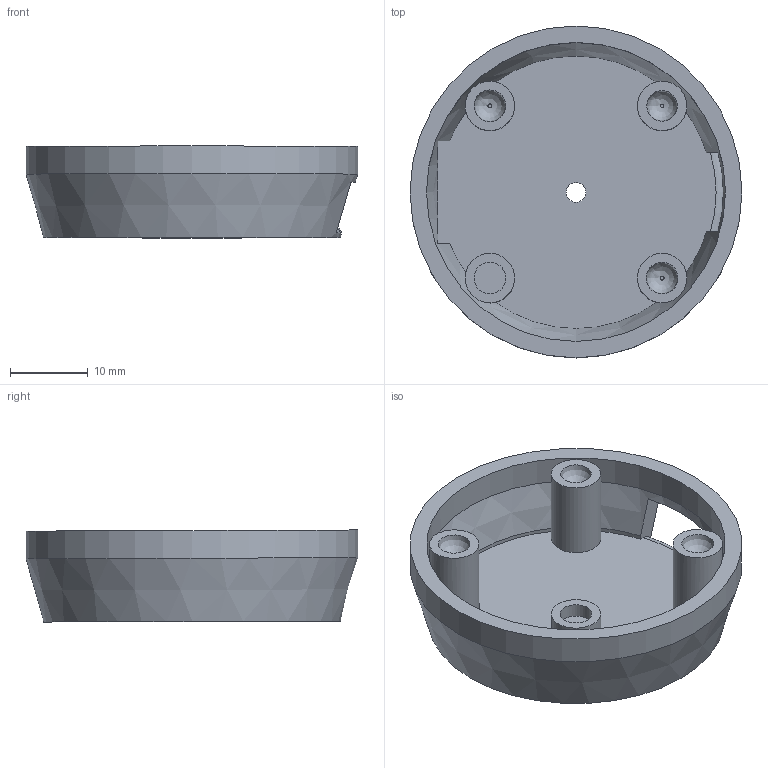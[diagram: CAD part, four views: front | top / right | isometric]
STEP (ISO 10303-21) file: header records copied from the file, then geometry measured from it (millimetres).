
FILE_DESCRIPTION(/* description */ (''),/* implementation_level */ '2;1');
FILE_NAME(/* name */ 'Inner Base Plate.step',/* time_stamp */ '2025-12-02T22:45:03-08:00',/* author */ (''),/* organization */ (''),/* preprocessor_version */ 'ST-DEVELOPER v20.1',/* originating_system */ 'Autodesk Translation Framework v14.21.0.0',/* authorisation */ '');
FILE_SCHEMA (('AUTOMOTIVE_DESIGN { 1 0 10303 214 3 1 1 }'));
Length unit declared in the file: metre
Products named in the file (1): Inner Base Plate
Bounding box: 42.62 x 42.63 x 11.82 mm (x, y, z)
Volume: 5427.1 mm3; surface area: 5801.1 mm2
Topology: 1 solids, 1 shells, 39 faces, 96 edges, 64 vertices
Faces by surface type: plane 18, cylinder 15, bspline 3, cone 2, torus 1
Full cylindrical faces by diameter (mm): 2.54 x1, 4.064 x1, 5.08 x1, 6.35 x4, 38.398 x1, 42.616 x1
Entity records: 1398 total; most frequent: CARTESIAN_POINT 418, DIRECTION 204, ORIENTED_EDGE 192, EDGE_CURVE 96, AXIS2_PLACEMENT_3D 86, VERTEX_POINT 64, CIRCLE 49, EDGE_LOOP 48
